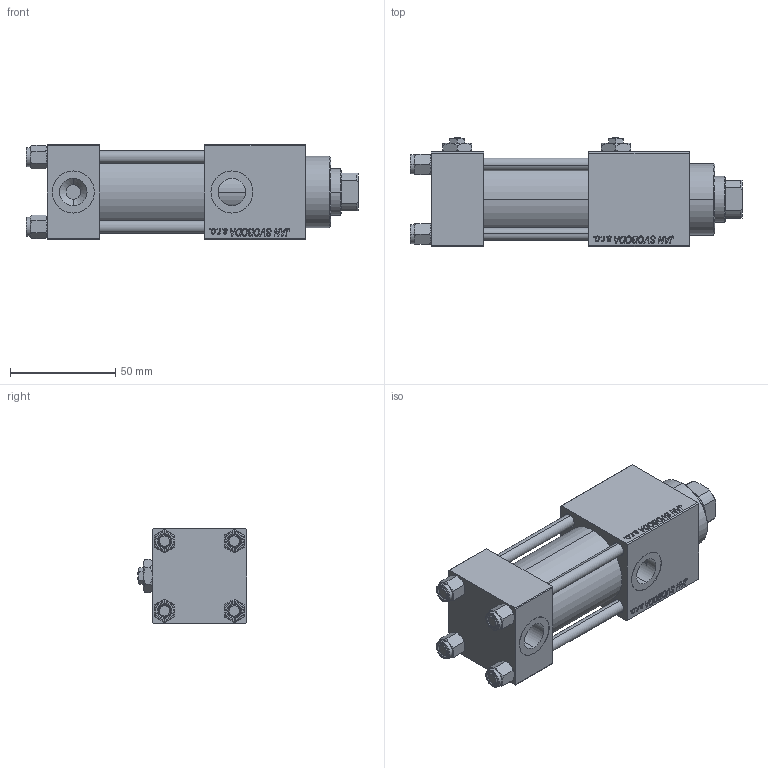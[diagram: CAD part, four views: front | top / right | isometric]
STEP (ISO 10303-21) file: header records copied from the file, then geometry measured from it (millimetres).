
FILE_DESCRIPTION (( 'STEP AP203' ), '1' );
FILE_NAME ('7c47.STEP', '2022-04-16T07:39:07', ( '' ), ( '' ), 'SwSTEP 2.0', 'SolidWorks 2019', '' );
FILE_SCHEMA (( 'CONFIG_CONTROL_DESIGN' ));
Length unit declared in the file: millimetre
Products named in the file (7): 7c47; V215CR_C_Body 244589ad7d14635d1b0db0dbe74ae6dd; NUT_M5_C 244589ad7d14635d1b0db0dbe74ae6dd; V215CR_C_TYCINKA 244589ad7d14635d1b0db0dbe74ae6dd; V215CR_VCP_C 244589ad7d14635d1b0db0dbe74ae6dd; Zatka_pro_OIL_PORT 244589ad7d14635d1b0db0dbe74ae6dd; V215_VC_A 244589ad7d14635d1b0db0dbe74ae6dd
Assembly tree (13 placements, depth 2):
  7c47
    V215CR_C_Body 244589ad7d14635d1b0db0dbe74ae6dd
    V215CR_VCP_C 244589ad7d14635d1b0db0dbe74ae6dd
    NUT_M5_C 244589ad7d14635d1b0db0dbe74ae6dd  x4
    V215CR_C_TYCINKA 244589ad7d14635d1b0db0dbe74ae6dd  x4
    V215_VC_A 244589ad7d14635d1b0db0dbe74ae6dd
    Zatka_pro_OIL_PORT 244589ad7d14635d1b0db0dbe74ae6dd  x2
Bounding box: 158 x 52 x 45 mm (x, y, z)
Volume: 207736.1 mm3; surface area: 73474.6 mm2
Topology: 13 solids, 13 shells, 1254 faces, 3118 edges, 2011 vertices
Faces by surface type: plane 574, bspline 392, cone 178, cylinder 102, torus 8
Entity records: 52355 total; most frequent: CARTESIAN_POINT 27722, ORIENTED_EDGE 5536, DIRECTION 3582, EDGE_CURVE 2768, VERTEX_POINT 1809, VECTOR 1644, LINE 1644, EDGE_LOOP 1227
